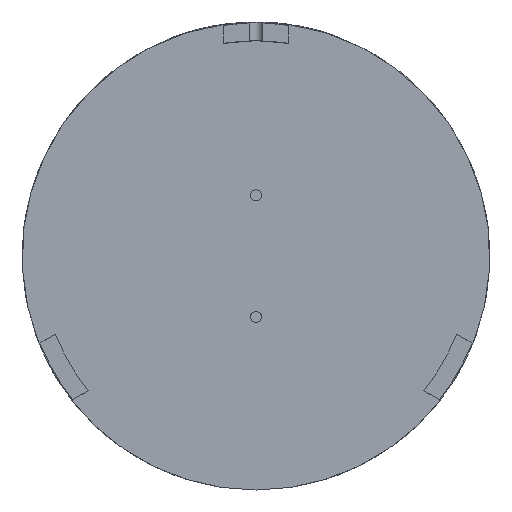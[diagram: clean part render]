
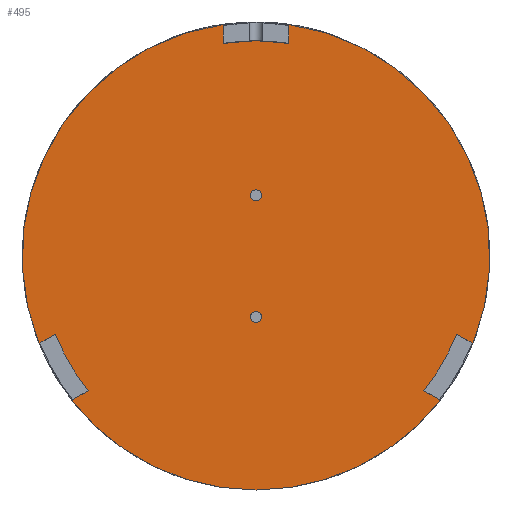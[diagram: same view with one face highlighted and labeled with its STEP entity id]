
A CAD part, front view. The second image highlights one B-rep face of the part: STEP entity #495.
In plain terms, the highlighted planar face has unit normal (0, -1, 0).
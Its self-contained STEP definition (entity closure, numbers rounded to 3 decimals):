
#23 = CARTESIAN_POINT ( 'NONE',  ( 10.718, 0.37, -4.167 ) ) ;
#116 = EDGE_CURVE ( 'NONE', #5972, #3326, #3163, .T. ) ;
#188 = CIRCLE ( 'NONE', #4054, 12.5 ) ;
#244 = EDGE_CURVE ( 'NONE', #5972, #4267, #932, .T. ) ;
#271 = AXIS2_PLACEMENT_3D ( 'NONE', #4616, #3969, #8661 ) ;
#416 = CARTESIAN_POINT ( 'NONE',  ( -9.844, 0.37, -7.704 ) ) ;
#495 = ADVANCED_FACE ( 'NONE', ( #7309 ), #1227, .T. ) ;
#563 = ORIENTED_EDGE ( 'NONE', *, *, #4802, .T. ) ;
#571 = DIRECTION ( 'NONE',  ( 0., -1., 0. ) ) ;
#586 = CARTESIAN_POINT ( 'NONE',  ( 12.468, 0.37, -5.178 ) ) ;
#671 = CARTESIAN_POINT ( 'NONE',  ( -10.718, 0.37, -4.167 ) ) ;
#712 = CARTESIAN_POINT ( 'NONE',  ( 0., 0.37, 0. ) ) ;
#805 = ORIENTED_EDGE ( 'NONE', *, *, #244, .F. ) ;
#932 = CIRCLE ( 'NONE', #2267, 12.5 ) ;
#1227 = PLANE ( 'NONE',  #271 ) ;
#1355 = VECTOR ( 'NONE', #3983, 1000. ) ;
#1365 = VECTOR ( 'NONE', #8036, 1000. ) ;
#1396 = VERTEX_POINT ( 'NONE', #5205 ) ;
#1397 = DIRECTION ( 'NONE',  ( 0., 0., -1. ) ) ;
#1399 = CARTESIAN_POINT ( 'NONE',  ( 0., 0.37, -12.5 ) ) ;
#1406 = ORIENTED_EDGE ( 'NONE', *, *, #2987, .T. ) ;
#1713 = VERTEX_POINT ( 'NONE', #6590 ) ;
#1758 = ORIENTED_EDGE ( 'NONE', *, *, #3595, .T. ) ;
#1796 = ORIENTED_EDGE ( 'NONE', *, *, #1803, .T. ) ;
#1803 = EDGE_CURVE ( 'NONE', #6395, #1396, #2946, .T. ) ;
#1960 = VERTEX_POINT ( 'NONE', #3520 ) ;
#2195 = CIRCLE ( 'NONE', #7462, 11.5 ) ;
#2221 = DIRECTION ( 'NONE',  ( 0., -1., 0. ) ) ;
#2257 = ORIENTED_EDGE ( 'NONE', *, *, #116, .T. ) ;
#2267 = AXIS2_PLACEMENT_3D ( 'NONE', #7571, #3514, #8240 ) ;
#2284 = DIRECTION ( 'NONE',  ( 0., -1., 0. ) ) ;
#2477 = CARTESIAN_POINT ( 'NONE',  ( 0., 0.37, 0. ) ) ;
#2502 = CARTESIAN_POINT ( 'NONE',  ( 0., 0.37, 0. ) ) ;
#2655 = DIRECTION ( 'NONE',  ( 0.866, 0., -0.5 ) ) ;
#2855 = CIRCLE ( 'NONE', #3473, 11.5 ) ;
#2864 = CARTESIAN_POINT ( 'NONE',  ( 1.75, 0.37, 13.386 ) ) ;
#2925 = VERTEX_POINT ( 'NONE', #416 ) ;
#2946 = LINE ( 'NONE', #6707, #1355 ) ;
#2987 = EDGE_CURVE ( 'NONE', #3629, #2925, #3790, .T. ) ;
#2995 = DIRECTION ( 'NONE',  ( 0., 0., 1. ) ) ;
#3006 = CARTESIAN_POINT ( 'NONE',  ( -11.594, 0.37, -4.673 ) ) ;
#3040 = CARTESIAN_POINT ( 'NONE',  ( 9.844, 0.37, -7.704 ) ) ;
#3158 = DIRECTION ( 'NONE',  ( 0., 0., -1. ) ) ;
#3163 = LINE ( 'NONE', #7377, #1365 ) ;
#3183 = DIRECTION ( 'NONE',  ( 0., 0., -1. ) ) ;
#3212 = EDGE_CURVE ( 'NONE', #3250, #5837, #2855, .T. ) ;
#3250 = VERTEX_POINT ( 'NONE', #7882 ) ;
#3326 = VERTEX_POINT ( 'NONE', #671 ) ;
#3473 = AXIS2_PLACEMENT_3D ( 'NONE', #2477, #7223, #3158 ) ;
#3514 = DIRECTION ( 'NONE',  ( 0., 1., 0. ) ) ;
#3520 = CARTESIAN_POINT ( 'NONE',  ( 1.75, 0.37, 12.377 ) ) ;
#3526 = CARTESIAN_POINT ( 'NONE',  ( 0., 0.37, 0. ) ) ;
#3595 = EDGE_CURVE ( 'NONE', #1960, #3250, #6777, .T. ) ;
#3629 = VERTEX_POINT ( 'NONE', #8762 ) ;
#3768 = EDGE_CURVE ( 'NONE', #5918, #4267, #4555, .T. ) ;
#3790 = LINE ( 'NONE', #8562, #8221 ) ;
#3839 = ORIENTED_EDGE ( 'NONE', *, *, #7669, .T. ) ;
#3863 = DIRECTION ( 'NONE',  ( -0.866, 0., -0.5 ) ) ;
#3969 = DIRECTION ( 'NONE',  ( 0., -1., 0. ) ) ;
#3983 = DIRECTION ( 'NONE',  ( -0.866, 0., 0.5 ) ) ;
#4054 = AXIS2_PLACEMENT_3D ( 'NONE', #2502, #7250, #3183 ) ;
#4098 = CIRCLE ( 'NONE', #8625, 12.5 ) ;
#4117 = AXIS2_PLACEMENT_3D ( 'NONE', #712, #5460, #1397 ) ;
#4221 = DIRECTION ( 'NONE',  ( 0., 0., -1. ) ) ;
#4267 = VERTEX_POINT ( 'NONE', #6695 ) ;
#4555 = LINE ( 'NONE', #6382, #4767 ) ;
#4601 = EDGE_CURVE ( 'NONE', #6395, #7318, #188, .T. ) ;
#4616 = CARTESIAN_POINT ( 'NONE',  ( 0., 0.37, 0. ) ) ;
#4632 = CARTESIAN_POINT ( 'NONE',  ( 0., 0.37, 0. ) ) ;
#4767 = VECTOR ( 'NONE', #2995, 1000. ) ;
#4802 = EDGE_CURVE ( 'NONE', #8351, #1713, #5186, .T. ) ;
#4858 = DIRECTION ( 'NONE',  ( 0., 0., -1. ) ) ;
#4984 = VECTOR ( 'NONE', #4858, 1000. ) ;
#5108 = ORIENTED_EDGE ( 'NONE', *, *, #5503, .T. ) ;
#5186 = LINE ( 'NONE', #586, #8528 ) ;
#5205 = CARTESIAN_POINT ( 'NONE',  ( 8.968, 0.37, -7.199 ) ) ;
#5273 = CIRCLE ( 'NONE', #6678, 11.5 ) ;
#5316 = DIRECTION ( 'NONE',  ( 0., 0., -1. ) ) ;
#5460 = DIRECTION ( 'NONE',  ( 0., 1., 0. ) ) ;
#5503 = EDGE_CURVE ( 'NONE', #3326, #3629, #6869, .T. ) ;
#5837 = VERTEX_POINT ( 'NONE', #6879 ) ;
#5918 = VERTEX_POINT ( 'NONE', #5987 ) ;
#5972 = VERTEX_POINT ( 'NONE', #3006 ) ;
#5987 = CARTESIAN_POINT ( 'NONE',  ( -1.75, 0.37, 11.366 ) ) ;
#6281 = CARTESIAN_POINT ( 'NONE',  ( 0., 0.37, 0. ) ) ;
#6333 = EDGE_LOOP ( 'NONE', ( #7376, #3839, #6479, #805, #2257, #5108, #1406, #7861, #7341, #1796, #8292, #563, #7415, #1758 ) ) ;
#6351 = CARTESIAN_POINT ( 'NONE',  ( 0., 0.37, 0. ) ) ;
#6382 = CARTESIAN_POINT ( 'NONE',  ( -1.75, 0.37, 13.386 ) ) ;
#6395 = VERTEX_POINT ( 'NONE', #3040 ) ;
#6479 = ORIENTED_EDGE ( 'NONE', *, *, #3768, .T. ) ;
#6590 = CARTESIAN_POINT ( 'NONE',  ( 11.594, 0.37, -4.673 ) ) ;
#6615 = AXIS2_PLACEMENT_3D ( 'NONE', #6351, #2284, #7025 ) ;
#6678 = AXIS2_PLACEMENT_3D ( 'NONE', #4632, #571, #5316 ) ;
#6695 = CARTESIAN_POINT ( 'NONE',  ( -1.75, 0.37, 12.377 ) ) ;
#6707 = CARTESIAN_POINT ( 'NONE',  ( 10.718, 0.37, -8.209 ) ) ;
#6777 = LINE ( 'NONE', #2864, #4984 ) ;
#6869 = CIRCLE ( 'NONE', #6615, 11.5 ) ;
#6879 = CARTESIAN_POINT ( 'NONE',  ( 0., 0.37, 11.5 ) ) ;
#6958 = DIRECTION ( 'NONE',  ( 0., 0., -1. ) ) ;
#7025 = DIRECTION ( 'NONE',  ( 0., 0., -1. ) ) ;
#7223 = DIRECTION ( 'NONE',  ( 0., -1., 0. ) ) ;
#7250 = DIRECTION ( 'NONE',  ( 0., 1., 0. ) ) ;
#7309 = FACE_OUTER_BOUND ( 'NONE', #6333, .T. ) ;
#7318 = VERTEX_POINT ( 'NONE', #1399 ) ;
#7341 = ORIENTED_EDGE ( 'NONE', *, *, #4601, .F. ) ;
#7376 = ORIENTED_EDGE ( 'NONE', *, *, #3212, .T. ) ;
#7377 = CARTESIAN_POINT ( 'NONE',  ( -12.468, 0.37, -5.178 ) ) ;
#7415 = ORIENTED_EDGE ( 'NONE', *, *, #8453, .F. ) ;
#7462 = AXIS2_PLACEMENT_3D ( 'NONE', #6281, #2221, #6958 ) ;
#7571 = CARTESIAN_POINT ( 'NONE',  ( 0., 0.37, 0. ) ) ;
#7669 = EDGE_CURVE ( 'NONE', #5837, #5918, #2195, .T. ) ;
#7861 = ORIENTED_EDGE ( 'NONE', *, *, #8337, .F. ) ;
#7882 = CARTESIAN_POINT ( 'NONE',  ( 1.75, 0.37, 11.366 ) ) ;
#7893 = CIRCLE ( 'NONE', #4117, 12.5 ) ;
#8036 = DIRECTION ( 'NONE',  ( 0.866, 0., 0.5 ) ) ;
#8221 = VECTOR ( 'NONE', #3863, 1000. ) ;
#8240 = DIRECTION ( 'NONE',  ( 0., 0., -1. ) ) ;
#8250 = DIRECTION ( 'NONE',  ( 0., 1., 0. ) ) ;
#8292 = ORIENTED_EDGE ( 'NONE', *, *, #8629, .T. ) ;
#8337 = EDGE_CURVE ( 'NONE', #7318, #2925, #7893, .T. ) ;
#8351 = VERTEX_POINT ( 'NONE', #23 ) ;
#8453 = EDGE_CURVE ( 'NONE', #1960, #1713, #4098, .T. ) ;
#8528 = VECTOR ( 'NONE', #2655, 1000. ) ;
#8562 = CARTESIAN_POINT ( 'NONE',  ( -10.718, 0.37, -8.209 ) ) ;
#8625 = AXIS2_PLACEMENT_3D ( 'NONE', #3526, #8250, #4221 ) ;
#8629 = EDGE_CURVE ( 'NONE', #1396, #8351, #5273, .T. ) ;
#8661 = DIRECTION ( 'NONE',  ( 0., 0., -1. ) ) ;
#8762 = CARTESIAN_POINT ( 'NONE',  ( -8.968, 0.37, -7.199 ) ) ;
